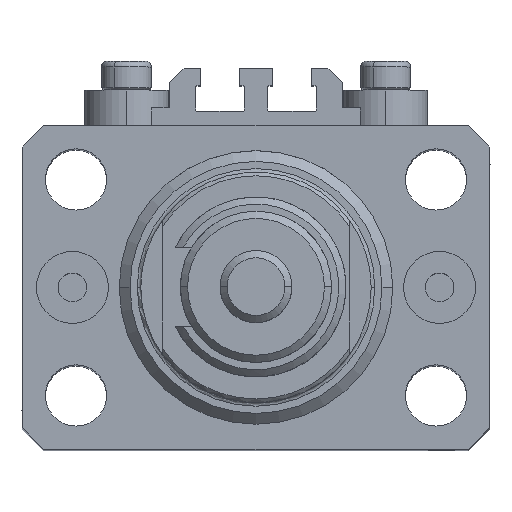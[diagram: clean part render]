
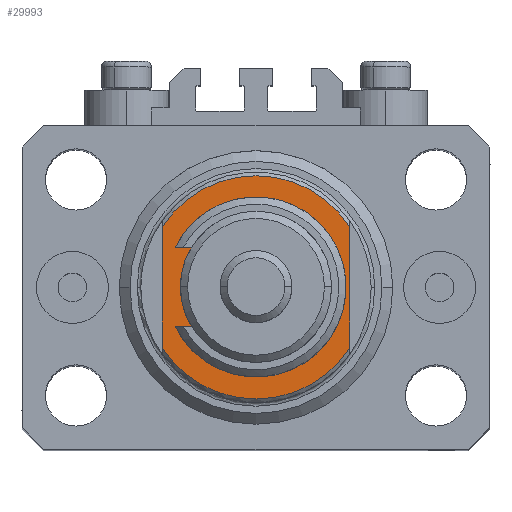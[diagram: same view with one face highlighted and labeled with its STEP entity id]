
A CAD part, top view. The second image highlights one B-rep face of the part: STEP entity #29993.
In plain terms, the highlighted face is planar.
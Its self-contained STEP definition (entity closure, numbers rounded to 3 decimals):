
#12 = VERTEX_POINT ( 'NONE', #47940 ) ;
#930 = FACE_BOUND ( 'NONE', #11667, .T. ) ;
#1415 = VECTOR ( 'NONE', #30899, 1000. ) ;
#2282 = DIRECTION ( 'NONE',  ( 0., 0., 1. ) ) ;
#2696 = CARTESIAN_POINT ( 'NONE',  ( 13., -43.081, -6.5 ) ) ;
#3794 = EDGE_CURVE ( 'NONE', #13679, #19881, #38977, .T. ) ;
#5483 = AXIS2_PLACEMENT_3D ( 'NONE', #25161, #48415, #29434 ) ;
#11281 = CARTESIAN_POINT ( 'NONE',  ( 13., -8.441, -6.5 ) ) ;
#11667 = EDGE_LOOP ( 'NONE', ( #46331, #14536 ) ) ;
#11932 = CARTESIAN_POINT ( 'NONE',  ( -13., 8.441, -6.5 ) ) ;
#11942 = DIRECTION ( 'NONE',  ( -1., 0., 0. ) ) ;
#12078 = PLANE ( 'NONE',  #15767 ) ;
#12184 = CARTESIAN_POINT ( 'NONE',  ( -13., -43.081, -6.5 ) ) ;
#13679 = VERTEX_POINT ( 'NONE', #16614 ) ;
#14536 = ORIENTED_EDGE ( 'NONE', *, *, #19701, .T. ) ;
#15767 = AXIS2_PLACEMENT_3D ( 'NONE', #16595, #27487, #42910 ) ;
#16595 = CARTESIAN_POINT ( 'NONE',  ( 0., 0., -6.5 ) ) ;
#16614 = CARTESIAN_POINT ( 'NONE',  ( -9.5, 0., -6.5 ) ) ;
#17189 = AXIS2_PLACEMENT_3D ( 'NONE', #25793, #2282, #26284 ) ;
#18265 = EDGE_CURVE ( 'NONE', #49704, #12, #34438, .T. ) ;
#19701 = EDGE_CURVE ( 'NONE', #19881, #13679, #43456, .T. ) ;
#19881 = VERTEX_POINT ( 'NONE', #26135 ) ;
#20060 = ORIENTED_EDGE ( 'NONE', *, *, #40900, .T. ) ;
#22908 = DIRECTION ( 'NONE',  ( 0., 0., 1. ) ) ;
#23564 = DIRECTION ( 'NONE',  ( 0., 0., -1. ) ) ;
#25161 = CARTESIAN_POINT ( 'NONE',  ( 0., 0., -6.5 ) ) ;
#25226 = EDGE_CURVE ( 'NONE', #39215, #12, #47530, .T. ) ;
#25793 = CARTESIAN_POINT ( 'NONE',  ( 0., 0., -6.5 ) ) ;
#26135 = CARTESIAN_POINT ( 'NONE',  ( 9.5, 0., -6.5 ) ) ;
#26284 = DIRECTION ( 'NONE',  ( -1., 0., 0. ) ) ;
#26942 = CARTESIAN_POINT ( 'NONE',  ( 0., 0., -6.5 ) ) ;
#27487 = DIRECTION ( 'NONE',  ( 0., 0., -1. ) ) ;
#28676 = ORIENTED_EDGE ( 'NONE', *, *, #49206, .T. ) ;
#29434 = DIRECTION ( 'NONE',  ( -1., 0., 0. ) ) ;
#29993 = ADVANCED_FACE ( 'NONE', ( #930, #47191 ), #12078, .T. ) ;
#30899 = DIRECTION ( 'NONE',  ( 0., -1., 0. ) ) ;
#34438 = LINE ( 'NONE', #12184, #1415 ) ;
#35211 = VECTOR ( 'NONE', #41368, 1000. ) ;
#35352 = CIRCLE ( 'NONE', #5483, 15.5 ) ;
#36185 = AXIS2_PLACEMENT_3D ( 'NONE', #26942, #22908, #49970 ) ;
#37832 = LINE ( 'NONE', #2696, #35211 ) ;
#37857 = AXIS2_PLACEMENT_3D ( 'NONE', #42535, #23564, #11942 ) ;
#38022 = CARTESIAN_POINT ( 'NONE',  ( 13., 8.441, -6.5 ) ) ;
#38977 = CIRCLE ( 'NONE', #17189, 9.5 ) ;
#39215 = VERTEX_POINT ( 'NONE', #11281 ) ;
#40900 = EDGE_CURVE ( 'NONE', #49291, #39215, #37832, .T. ) ;
#41368 = DIRECTION ( 'NONE',  ( 0., -1., 0. ) ) ;
#42535 = CARTESIAN_POINT ( 'NONE',  ( 0., 0., -6.5 ) ) ;
#42910 = DIRECTION ( 'NONE',  ( -1., 0., 0. ) ) ;
#43145 = ORIENTED_EDGE ( 'NONE', *, *, #25226, .T. ) ;
#43456 = CIRCLE ( 'NONE', #36185, 9.5 ) ;
#44367 = EDGE_LOOP ( 'NONE', ( #28676, #20060, #43145, #45837 ) ) ;
#45837 = ORIENTED_EDGE ( 'NONE', *, *, #18265, .F. ) ;
#46331 = ORIENTED_EDGE ( 'NONE', *, *, #3794, .T. ) ;
#47191 = FACE_OUTER_BOUND ( 'NONE', #44367, .T. ) ;
#47530 = CIRCLE ( 'NONE', #37857, 15.5 ) ;
#47940 = CARTESIAN_POINT ( 'NONE',  ( -13., -8.441, -6.5 ) ) ;
#48415 = DIRECTION ( 'NONE',  ( 0., 0., -1. ) ) ;
#49206 = EDGE_CURVE ( 'NONE', #49704, #49291, #35352, .T. ) ;
#49291 = VERTEX_POINT ( 'NONE', #38022 ) ;
#49704 = VERTEX_POINT ( 'NONE', #11932 ) ;
#49970 = DIRECTION ( 'NONE',  ( -1., 0., 0. ) ) ;
